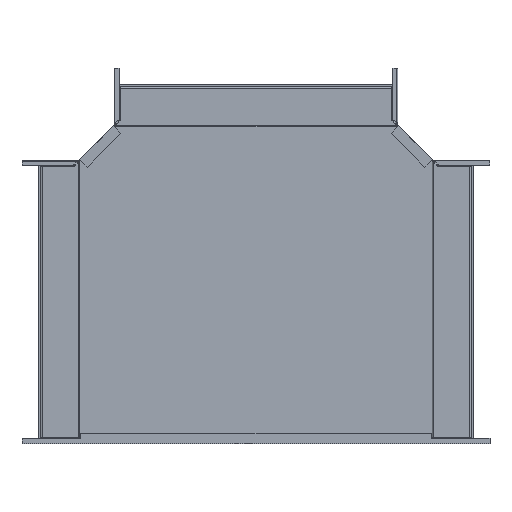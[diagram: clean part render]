
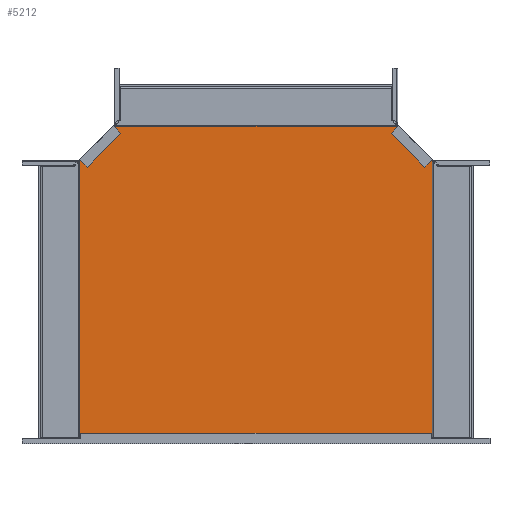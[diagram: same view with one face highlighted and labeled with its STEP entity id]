
A CAD part, front view. The second image highlights one B-rep face of the part: STEP entity #5212.
In plain terms, the highlighted planar face has unit normal (0, -1, 0).
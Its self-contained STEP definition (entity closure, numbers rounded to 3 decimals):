
#2 = ORIENTED_EDGE ( 'NONE', *, *, #3513, .T. ) ;
#30 = DIRECTION ( 'NONE',  ( 1., 0., 0. ) ) ;
#45 = EDGE_CURVE ( 'NONE', #3906, #3482, #1147, .T. ) ;
#83 = CARTESIAN_POINT ( 'NONE',  ( 245.987, 0., 393.506 ) ) ;
#85 = VERTEX_POINT ( 'NONE', #2017 ) ;
#98 = ORIENTED_EDGE ( 'NONE', *, *, #45, .T. ) ;
#126 = CARTESIAN_POINT ( 'NONE',  ( 245.073, 0., 0. ) ) ;
#243 = DIRECTION ( 'NONE',  ( 0., 0., -1. ) ) ;
#280 = DIRECTION ( 'NONE',  ( 1., 0., 0. ) ) ;
#293 = DIRECTION ( 'NONE',  ( 0., 0., 1. ) ) ;
#386 = CARTESIAN_POINT ( 'NONE',  ( -197.093, 0., 442.384 ) ) ;
#441 = LINE ( 'NONE', #2171, #1339 ) ;
#477 = EDGE_CURVE ( 'NONE', #486, #4183, #1366, .T. ) ;
#486 = VERTEX_POINT ( 'NONE', #3849 ) ;
#509 = VERTEX_POINT ( 'NONE', #1807 ) ;
#522 = CARTESIAN_POINT ( 'NONE',  ( 245.719, 0., 393.854 ) ) ;
#560 = DIRECTION ( 'NONE',  ( -1., 0., 0. ) ) ;
#600 = VERTEX_POINT ( 'NONE', #5516 ) ;
#604 = CARTESIAN_POINT ( 'NONE',  ( 197.43, 0., 442.103 ) ) ;
#616 = LINE ( 'NONE', #1800, #3823 ) ;
#626 = ORIENTED_EDGE ( 'NONE', *, *, #3430, .F. ) ;
#672 = ORIENTED_EDGE ( 'NONE', *, *, #892, .F. ) ;
#785 = VERTEX_POINT ( 'NONE', #2819 ) ;
#835 = ORIENTED_EDGE ( 'NONE', *, *, #1104, .T. ) ;
#838 = CARTESIAN_POINT ( 'NONE',  ( 246.134, 0., 0. ) ) ;
#892 = EDGE_CURVE ( 'NONE', #3784, #2642, #2418, .T. ) ;
#897 = CARTESIAN_POINT ( 'NONE',  ( -245.719, 0., 393.854 ) ) ;
#898 = CARTESIAN_POINT ( 'NONE',  ( -197.093, 0., 442.384 ) ) ;
#916 = DIRECTION ( 'NONE',  ( 1., 0., 0. ) ) ;
#1104 = EDGE_CURVE ( 'NONE', #1618, #785, #5060, .T. ) ;
#1147 = B_SPLINE_CURVE_WITH_KNOTS ( 'NONE', 3,
 ( #2759, #604, #2323, #4073 ),
 .UNSPECIFIED., .F., .F.,
 ( 4, 4 ),
 ( 0.005, 0.006 ),
 .UNSPECIFIED. ) ;
#1158 = DIRECTION ( 'NONE',  ( 0., 1., 0. ) ) ;
#1177 = CARTESIAN_POINT ( 'NONE',  ( 245.719, 0., 6.5 ) ) ;
#1306 = EDGE_CURVE ( 'NONE', #2913, #509, #4383, .T. ) ;
#1324 = CARTESIAN_POINT ( 'NONE',  ( -197.256, 0., 442.237 ) ) ;
#1339 = VECTOR ( 'NONE', #30, 1000. ) ;
#1366 = B_SPLINE_CURVE_WITH_KNOTS ( 'NONE', 3,
 ( #5214, #1760, #1324, #898 ),
 .UNSPECIFIED., .F., .F.,
 ( 4, 4 ),
 ( 0.005, 0.006 ),
 .UNSPECIFIED. ) ;
#1383 = EDGE_CURVE ( 'NONE', #4183, #3482, #441, .T. ) ;
#1413 = EDGE_CURVE ( 'NONE', #5604, #600, #1492, .T. ) ;
#1415 = EDGE_CURVE ( 'NONE', #3767, #5604, #4107, .T. ) ;
#1492 = LINE ( 'NONE', #2729, #5058 ) ;
#1536 = EDGE_CURVE ( 'NONE', #486, #2913, #1552, .T. ) ;
#1552 = LINE ( 'NONE', #3770, #3087 ) ;
#1571 = VECTOR ( 'NONE', #5585, 1000. ) ;
#1583 = CARTESIAN_POINT ( 'NONE',  ( 245.719, 0., 6.5 ) ) ;
#1618 = VERTEX_POINT ( 'NONE', #1583 ) ;
#1631 = EDGE_CURVE ( 'NONE', #2642, #509, #4727, .T. ) ;
#1635 = DIRECTION ( 'NONE',  ( -1., 0., 0. ) ) ;
#1672 = VECTOR ( 'NONE', #916, 1000. ) ;
#1754 = VERTEX_POINT ( 'NONE', #4616 ) ;
#1760 = CARTESIAN_POINT ( 'NONE',  ( -197.43, 0., 442.103 ) ) ;
#1798 = EDGE_CURVE ( 'NONE', #3784, #2231, #2150, .T. ) ;
#1800 = CARTESIAN_POINT ( 'NONE',  ( 245.073, 0., 6.5 ) ) ;
#1807 = CARTESIAN_POINT ( 'NONE',  ( -246.134, 0., 393.343 ) ) ;
#1906 = CARTESIAN_POINT ( 'NONE',  ( -245.073, 0., 0. ) ) ;
#1953 = CARTESIAN_POINT ( 'NONE',  ( 237.925, 0., 401.648 ) ) ;
#1969 = ORIENTED_EDGE ( 'NONE', *, *, #1383, .F. ) ;
#2014 = ORIENTED_EDGE ( 'NONE', *, *, #1798, .T. ) ;
#2017 = CARTESIAN_POINT ( 'NONE',  ( 245.719, 0., 393.854 ) ) ;
#2059 = LINE ( 'NONE', #838, #4812 ) ;
#2150 = LINE ( 'NONE', #2970, #1672 ) ;
#2171 = CARTESIAN_POINT ( 'NONE',  ( 0., 0., 442.384 ) ) ;
#2231 = VERTEX_POINT ( 'NONE', #2249 ) ;
#2247 = CARTESIAN_POINT ( 'NONE',  ( 246.134, 0., 393.343 ) ) ;
#2249 = CARTESIAN_POINT ( 'NONE',  ( -245.073, 0., 6.5 ) ) ;
#2323 = CARTESIAN_POINT ( 'NONE',  ( 197.256, 0., 442.237 ) ) ;
#2418 = LINE ( 'NONE', #3362, #4236 ) ;
#2544 = DIRECTION ( 'NONE',  ( 0., 0., -1. ) ) ;
#2642 = VERTEX_POINT ( 'NONE', #4662 ) ;
#2729 = CARTESIAN_POINT ( 'NONE',  ( 245.073, 0., 0. ) ) ;
#2759 = CARTESIAN_POINT ( 'NONE',  ( 197.604, 0., 441.969 ) ) ;
#2819 = CARTESIAN_POINT ( 'NONE',  ( 246.134, 0., 6.5 ) ) ;
#2886 = EDGE_LOOP ( 'NONE', ( #5523, #835, #626, #3318, #4116, #98, #1969, #3110, #3461, #4626, #3219, #672, #2014, #2, #3078, #5506 ) ) ;
#2913 = VERTEX_POINT ( 'NONE', #897 ) ;
#2955 = DIRECTION ( 'NONE',  ( -0.707, 0., -0.707 ) ) ;
#2970 = CARTESIAN_POINT ( 'NONE',  ( -245.073, 0., 6.5 ) ) ;
#2984 = CARTESIAN_POINT ( 'NONE',  ( -246.134, 0., 0. ) ) ;
#3038 = EDGE_CURVE ( 'NONE', #3906, #85, #4887, .T. ) ;
#3065 = CARTESIAN_POINT ( 'NONE',  ( -245.853, 0., 393.68 ) ) ;
#3078 = ORIENTED_EDGE ( 'NONE', *, *, #1413, .F. ) ;
#3087 = VECTOR ( 'NONE', #2955, 1000. ) ;
#3110 = ORIENTED_EDGE ( 'NONE', *, *, #477, .F. ) ;
#3219 = ORIENTED_EDGE ( 'NONE', *, *, #1631, .F. ) ;
#3220 = DIRECTION ( 'NONE',  ( 0., 0., -1. ) ) ;
#3318 = ORIENTED_EDGE ( 'NONE', *, *, #4277, .F. ) ;
#3322 = CARTESIAN_POINT ( 'NONE',  ( 0., 0., 0. ) ) ;
#3362 = CARTESIAN_POINT ( 'NONE',  ( 0., 0., 6.5 ) ) ;
#3430 = EDGE_CURVE ( 'NONE', #1754, #785, #2059, .T. ) ;
#3461 = ORIENTED_EDGE ( 'NONE', *, *, #1536, .T. ) ;
#3482 = VERTEX_POINT ( 'NONE', #5062 ) ;
#3508 = CARTESIAN_POINT ( 'NONE',  ( -245.987, 0., 393.506 ) ) ;
#3513 = EDGE_CURVE ( 'NONE', #2231, #600, #4932, .T. ) ;
#3584 = CARTESIAN_POINT ( 'NONE',  ( 197.604, 0., 441.969 ) ) ;
#3688 = CARTESIAN_POINT ( 'NONE',  ( 245.073, 0., 0. ) ) ;
#3767 = VERTEX_POINT ( 'NONE', #5607 ) ;
#3770 = CARTESIAN_POINT ( 'NONE',  ( -237.925, 0., 401.648 ) ) ;
#3784 = VERTEX_POINT ( 'NONE', #4356 ) ;
#3823 = VECTOR ( 'NONE', #560, 1000. ) ;
#3849 = CARTESIAN_POINT ( 'NONE',  ( -197.604, 0., 441.969 ) ) ;
#3906 = VERTEX_POINT ( 'NONE', #3584 ) ;
#3959 = B_SPLINE_CURVE_WITH_KNOTS ( 'NONE', 3,
 ( #522, #4763, #83, #2247 ),
 .UNSPECIFIED., .F., .F.,
 ( 4, 4 ),
 ( 0.005, 0.006 ),
 .UNSPECIFIED. ) ;
#4073 = CARTESIAN_POINT ( 'NONE',  ( 197.093, 0., 442.384 ) ) ;
#4107 = LINE ( 'NONE', #126, #4774 ) ;
#4116 = ORIENTED_EDGE ( 'NONE', *, *, #3038, .F. ) ;
#4128 = FACE_OUTER_BOUND ( 'NONE', #2886, .T. ) ;
#4183 = VERTEX_POINT ( 'NONE', #386 ) ;
#4236 = VECTOR ( 'NONE', #1635, 1000. ) ;
#4277 = EDGE_CURVE ( 'NONE', #85, #1754, #3959, .T. ) ;
#4323 = CARTESIAN_POINT ( 'NONE',  ( -246.134, 0., 393.343 ) ) ;
#4356 = CARTESIAN_POINT ( 'NONE',  ( -245.719, 0., 6.5 ) ) ;
#4383 = B_SPLINE_CURVE_WITH_KNOTS ( 'NONE', 3,
 ( #4735, #3065, #3508, #4323 ),
 .UNSPECIFIED., .F., .F.,
 ( 4, 4 ),
 ( 0.005, 0.006 ),
 .UNSPECIFIED. ) ;
#4607 = PLANE ( 'NONE',  #5001 ) ;
#4616 = CARTESIAN_POINT ( 'NONE',  ( 246.134, 0., 393.343 ) ) ;
#4626 = ORIENTED_EDGE ( 'NONE', *, *, #1306, .T. ) ;
#4642 = VECTOR ( 'NONE', #3220, 1000. ) ;
#4662 = CARTESIAN_POINT ( 'NONE',  ( -246.134, 0., 6.5 ) ) ;
#4691 = VECTOR ( 'NONE', #280, 1000. ) ;
#4727 = LINE ( 'NONE', #2984, #1571 ) ;
#4735 = CARTESIAN_POINT ( 'NONE',  ( -245.719, 0., 393.854 ) ) ;
#4763 = CARTESIAN_POINT ( 'NONE',  ( 245.853, 0., 393.68 ) ) ;
#4774 = VECTOR ( 'NONE', #243, 1000. ) ;
#4812 = VECTOR ( 'NONE', #2544, 1000. ) ;
#4887 = LINE ( 'NONE', #1953, #5548 ) ;
#4932 = LINE ( 'NONE', #1906, #4642 ) ;
#4952 = DIRECTION ( 'NONE',  ( 0.707, 0., -0.707 ) ) ;
#4983 = DIRECTION ( 'NONE',  ( -1., 0., 0. ) ) ;
#5001 = AXIS2_PLACEMENT_3D ( 'NONE', #3322, #1158, #293 ) ;
#5058 = VECTOR ( 'NONE', #4983, 1000. ) ;
#5060 = LINE ( 'NONE', #1177, #4691 ) ;
#5062 = CARTESIAN_POINT ( 'NONE',  ( 197.093, 0., 442.384 ) ) ;
#5212 = ADVANCED_FACE ( 'NONE', ( #4128 ), #4607, .F. ) ;
#5214 = CARTESIAN_POINT ( 'NONE',  ( -197.604, 0., 441.969 ) ) ;
#5506 = ORIENTED_EDGE ( 'NONE', *, *, #1415, .F. ) ;
#5508 = EDGE_CURVE ( 'NONE', #1618, #3767, #616, .T. ) ;
#5516 = CARTESIAN_POINT ( 'NONE',  ( -245.073, 0., 0. ) ) ;
#5523 = ORIENTED_EDGE ( 'NONE', *, *, #5508, .F. ) ;
#5548 = VECTOR ( 'NONE', #4952, 1000. ) ;
#5585 = DIRECTION ( 'NONE',  ( 0., 0., 1. ) ) ;
#5604 = VERTEX_POINT ( 'NONE', #3688 ) ;
#5607 = CARTESIAN_POINT ( 'NONE',  ( 245.073, 0., 6.5 ) ) ;
